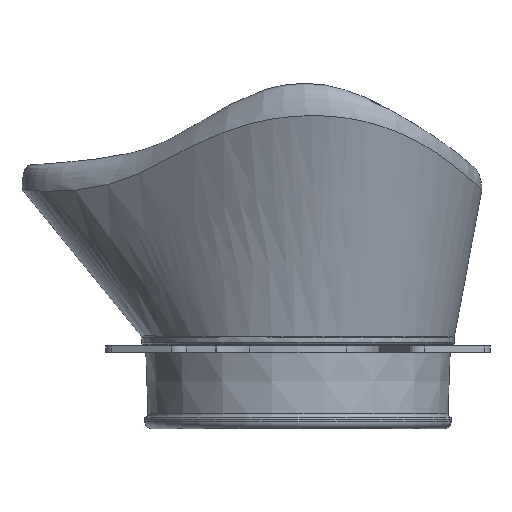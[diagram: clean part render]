
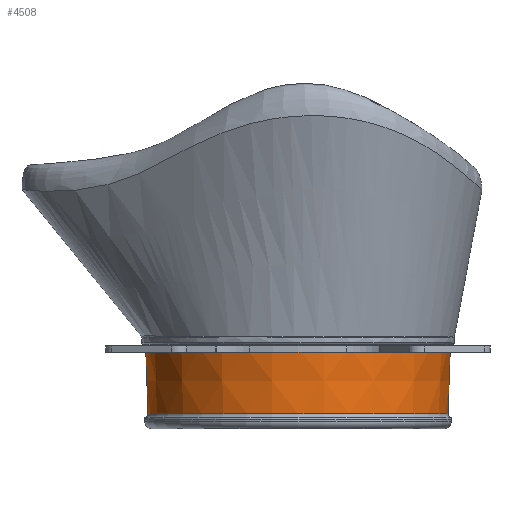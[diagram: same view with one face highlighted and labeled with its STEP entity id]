
A CAD part, left-side view. The second image highlights one B-rep face of the part: STEP entity #4508.
In plain terms, the highlighted conical face has half-angle 2 degrees and reference radius 41.082 mm.
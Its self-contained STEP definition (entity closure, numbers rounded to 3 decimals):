
#83=CONICAL_SURFACE('',#4952,41.082,0.035);
#667=LINE('',#29072,#950);
#950=VECTOR('',#6049,41.082);
#1215=FACE_OUTER_BOUND('',#1445,.T.);
#1445=EDGE_LOOP('',(#4246,#4247,#4248,#4249,#4250,#4251,#4252,#4253));
#1664=CIRCLE('',#4949,41.396);
#1665=CIRCLE('',#4950,41.396);
#1666=CIRCLE('',#4951,41.396);
#1667=CIRCLE('',#4953,40.768);
#1668=CIRCLE('',#4954,40.768);
#1669=CIRCLE('',#4955,40.768);
#2160=VERTEX_POINT('',#29059);
#2161=VERTEX_POINT('',#29061);
#2162=VERTEX_POINT('',#29063);
#2163=VERTEX_POINT('',#29067);
#2164=VERTEX_POINT('',#29068);
#2165=VERTEX_POINT('',#29070);
#2860=EDGE_CURVE('',#2161,#2160,#1664,.T.);
#2861=EDGE_CURVE('',#2162,#2161,#1665,.T.);
#2862=EDGE_CURVE('',#2160,#2162,#1666,.T.);
#2863=EDGE_CURVE('',#2163,#2164,#1667,.T.);
#2864=EDGE_CURVE('',#2165,#2163,#1668,.T.);
#2865=EDGE_CURVE('',#2165,#2162,#667,.T.);
#2866=EDGE_CURVE('',#2164,#2165,#1669,.T.);
#4246=ORIENTED_EDGE('',*,*,#2863,.F.);
#4247=ORIENTED_EDGE('',*,*,#2864,.F.);
#4248=ORIENTED_EDGE('',*,*,#2865,.T.);
#4249=ORIENTED_EDGE('',*,*,#2861,.T.);
#4250=ORIENTED_EDGE('',*,*,#2860,.T.);
#4251=ORIENTED_EDGE('',*,*,#2862,.T.);
#4252=ORIENTED_EDGE('',*,*,#2865,.F.);
#4253=ORIENTED_EDGE('',*,*,#2866,.F.);
#4508=ADVANCED_FACE('',(#1215),#83,.T.);
#4949=AXIS2_PLACEMENT_3D('',#29062,#6037,#6038);
#4950=AXIS2_PLACEMENT_3D('',#29064,#6039,#6040);
#4951=AXIS2_PLACEMENT_3D('',#29065,#6041,#6042);
#4952=AXIS2_PLACEMENT_3D('',#29066,#6043,#6044);
#4953=AXIS2_PLACEMENT_3D('',#29069,#6045,#6046);
#4954=AXIS2_PLACEMENT_3D('',#29071,#6047,#6048);
#4955=AXIS2_PLACEMENT_3D('',#29073,#6050,#6051);
#6037=DIRECTION('center_axis',(0.,0.,-1.));
#6038=DIRECTION('ref_axis',(1.,0.,0.));
#6039=DIRECTION('center_axis',(0.,0.,-1.));
#6040=DIRECTION('ref_axis',(1.,0.,0.));
#6041=DIRECTION('center_axis',(0.,0.,-1.));
#6042=DIRECTION('ref_axis',(1.,0.,0.));
#6043=DIRECTION('center_axis',(0.,0.,1.));
#6044=DIRECTION('ref_axis',(0.,1.,0.));
#6045=DIRECTION('center_axis',(0.,0.,-1.));
#6046=DIRECTION('ref_axis',(1.,0.,0.));
#6047=DIRECTION('center_axis',(0.,0.,-1.));
#6048=DIRECTION('ref_axis',(1.,0.,0.));
#6049=DIRECTION('',(0.,-0.035,0.999));
#6050=DIRECTION('center_axis',(0.,0.,-1.));
#6051=DIRECTION('ref_axis',(1.,0.,0.));
#29059=CARTESIAN_POINT('',(41.396,0.,-32.964));
#29061=CARTESIAN_POINT('',(0.,41.396,-32.964));
#29062=CARTESIAN_POINT('Origin',(0.,0.,-32.964));
#29063=CARTESIAN_POINT('',(0.,-41.396,-32.964));
#29064=CARTESIAN_POINT('Origin',(0.,0.,-32.964));
#29065=CARTESIAN_POINT('Origin',(0.,0.,-32.964));
#29066=CARTESIAN_POINT('Origin',(0.,0.,-41.959));
#29067=CARTESIAN_POINT('',(0.,40.768,-50.954));
#29068=CARTESIAN_POINT('',(40.768,0.,-50.954));
#29069=CARTESIAN_POINT('Origin',(0.,0.,-50.954));
#29070=CARTESIAN_POINT('',(0.,-40.768,-50.954));
#29071=CARTESIAN_POINT('Origin',(0.,0.,-50.954));
#29072=CARTESIAN_POINT('',(0.,-41.082,-41.959));
#29073=CARTESIAN_POINT('Origin',(0.,0.,-50.954));
